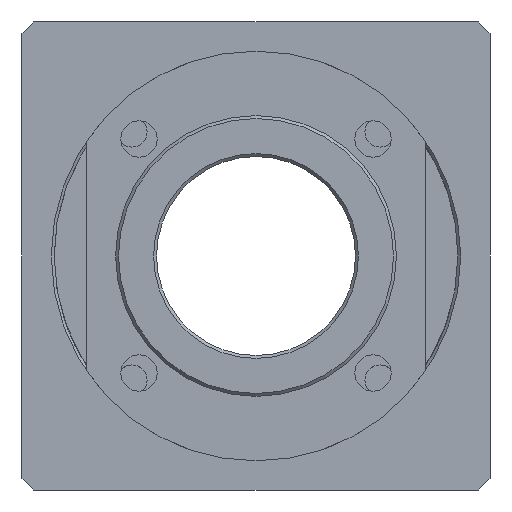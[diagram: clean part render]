
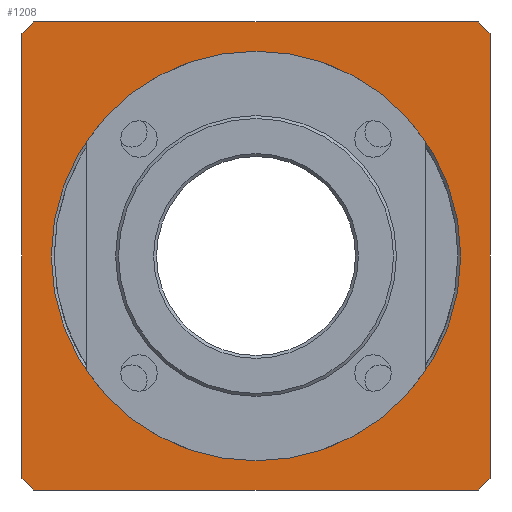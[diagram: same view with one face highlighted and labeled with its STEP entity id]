
A CAD part, front view. The second image highlights one B-rep face of the part: STEP entity #1208.
In plain terms, the highlighted planar face has unit normal (0, -1, 0).
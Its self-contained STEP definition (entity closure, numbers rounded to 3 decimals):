
#31=PLANE($,#1326);
#90=LINE($,#2271,#162);
#91=LINE($,#2273,#163);
#92=LINE($,#2275,#164);
#93=LINE($,#2277,#165);
#94=LINE($,#2279,#166);
#95=LINE($,#2281,#167);
#96=LINE($,#2283,#168);
#97=LINE($,#2284,#169);
#162=VECTOR($,#1596,2.828);
#163=VECTOR($,#1597,76.);
#164=VECTOR($,#1598,2.828);
#165=VECTOR($,#1599,76.);
#166=VECTOR($,#1600,2.828);
#167=VECTOR($,#1601,76.);
#168=VECTOR($,#1602,2.828);
#169=VECTOR($,#1603,76.);
#247=FACE_BOUND($,#434,.T.);
#322=FACE_OUTER_BOUND($,#433,.T.);
#433=EDGE_LOOP($,(#1000,#1001,#1002,#1003,#1004,#1005,#1006,#1007));
#434=EDGE_LOOP($,(#1008));
#502=CIRCLE($,#1325,35.);
#597=VERTEX_POINT($,#2266);
#598=VERTEX_POINT($,#2269);
#599=VERTEX_POINT($,#2270);
#600=VERTEX_POINT($,#2272);
#601=VERTEX_POINT($,#2274);
#602=VERTEX_POINT($,#2276);
#603=VERTEX_POINT($,#2278);
#604=VERTEX_POINT($,#2280);
#605=VERTEX_POINT($,#2282);
#736=EDGE_CURVE($,#597,#597,#502,.T.);
#737=EDGE_CURVE($,#598,#599,#90,.T.);
#738=EDGE_CURVE($,#598,#600,#91,.T.);
#739=EDGE_CURVE($,#601,#600,#92,.T.);
#740=EDGE_CURVE($,#601,#602,#93,.T.);
#741=EDGE_CURVE($,#603,#602,#94,.T.);
#742=EDGE_CURVE($,#603,#604,#95,.T.);
#743=EDGE_CURVE($,#605,#604,#96,.T.);
#744=EDGE_CURVE($,#605,#599,#97,.T.);
#1000=ORIENTED_EDGE($,*,*,#737,.F.);
#1001=ORIENTED_EDGE($,*,*,#738,.T.);
#1002=ORIENTED_EDGE($,*,*,#739,.F.);
#1003=ORIENTED_EDGE($,*,*,#740,.T.);
#1004=ORIENTED_EDGE($,*,*,#741,.F.);
#1005=ORIENTED_EDGE($,*,*,#742,.T.);
#1006=ORIENTED_EDGE($,*,*,#743,.F.);
#1007=ORIENTED_EDGE($,*,*,#744,.T.);
#1008=ORIENTED_EDGE($,*,*,#736,.F.);
#1208=ADVANCED_FACE($,(#322,#247),#31,.T.);
#1325=AXIS2_PLACEMENT_3D($,#2267,#1592,#1593);
#1326=AXIS2_PLACEMENT_3D($,#2268,#1594,#1595);
#1592=DIRECTION('center_axis',(0.,-1.,0.));
#1593=DIRECTION('ref_axis',(-1.,0.,0.));
#1594=DIRECTION('center_axis',(0.,-1.,0.));
#1595=DIRECTION('ref_axis',(0.,0.,-1.));
#1596=DIRECTION($,(0.707,0.,-0.707));
#1597=DIRECTION($,(-1.,0.,0.));
#1598=DIRECTION($,(0.707,0.,0.707));
#1599=DIRECTION($,(0.,0.,-1.));
#1600=DIRECTION($,(-0.707,0.,0.707));
#1601=DIRECTION($,(1.,0.,0.));
#1602=DIRECTION($,(-0.707,0.,-0.707));
#1603=DIRECTION($,(0.,0.,1.));
#2266=CARTESIAN_POINT('',(35.,0.,0.));
#2267=CARTESIAN_POINT('Origin',(0.,0.,0.));
#2268=CARTESIAN_POINT('Origin',(34.75,0.,0.));
#2269=CARTESIAN_POINT('',(38.,0.,40.));
#2270=CARTESIAN_POINT('',(40.,0.,38.));
#2271=CARTESIAN_POINT($,(47.688,0.,30.313));
#2272=CARTESIAN_POINT('',(-38.,0.,40.));
#2273=CARTESIAN_POINT($,(49.096,0.,40.));
#2274=CARTESIAN_POINT('',(-40.,0.,38.));
#2275=CARTESIAN_POINT($,(-30.313,0.,47.688));
#2276=CARTESIAN_POINT('',(-40.,0.,-38.));
#2277=CARTESIAN_POINT($,(-40.,0.,31.721));
#2278=CARTESIAN_POINT('',(-38.,0.,-40.));
#2279=CARTESIAN_POINT($,(-30.312,0.,-47.688));
#2280=CARTESIAN_POINT('',(38.,0.,-40.));
#2281=CARTESIAN_POINT($,(-14.346,0.,-40.));
#2282=CARTESIAN_POINT('',(40.,0.,-38.));
#2283=CARTESIAN_POINT($,(47.688,0.,-30.313));
#2284=CARTESIAN_POINT($,(40.,0.,-31.721));
